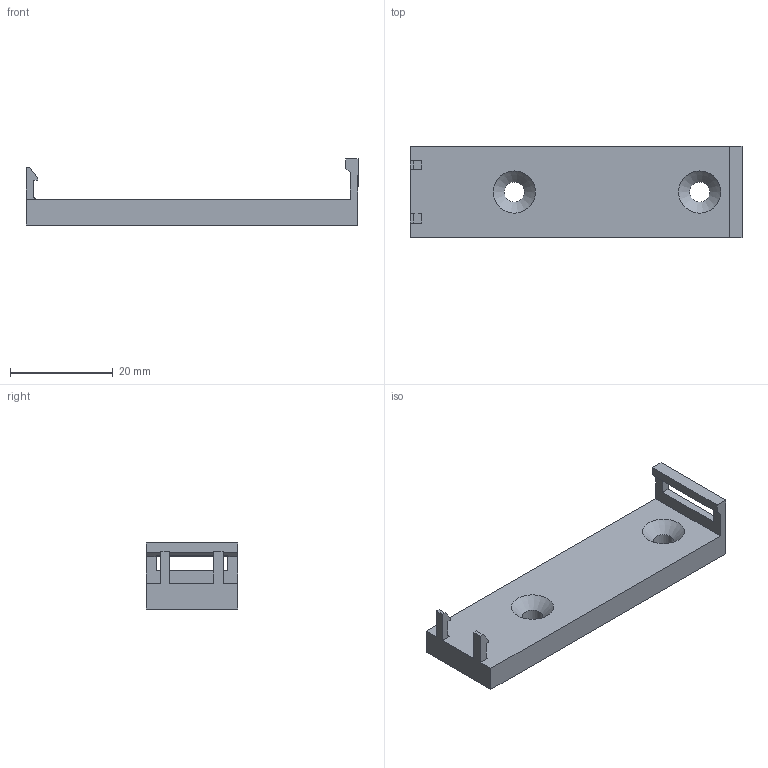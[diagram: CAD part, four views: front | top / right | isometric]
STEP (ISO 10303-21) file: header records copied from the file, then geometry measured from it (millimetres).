
FILE_DESCRIPTION (( 'STEP AP214' ), '1' );
FILE_NAME ('Clearpath Robotics Teensy Mount.STEP', '2022-02-24T14:10:51', ( '' ), ( '' ), 'SwSTEP 2.0', 'SolidWorks 2020', '' );
FILE_SCHEMA (( 'AUTOMOTIVE_DESIGN' ));
Length unit declared in the file: millimetre
Products named in the file (1): Clearpath Robotics Teensy Mount
Bounding box: 64.52 x 17.78 x 12.83 mm (x, y, z)
Volume: 5752.5 mm3; surface area: 3557.8 mm2
Topology: 1 solids, 1 shells, 35 faces, 98 edges, 64 vertices
Faces by surface type: plane 29, cylinder 4, cone 2
Full cylindrical faces by diameter (mm): 3.9 x2
Entity records: 1136 total; most frequent: CARTESIAN_POINT 194, ORIENTED_EDGE 188, DIRECTION 176, EDGE_CURVE 94, LINE 84, VECTOR 84, VERTEX_POINT 64, AXIS2_PLACEMENT_3D 46
